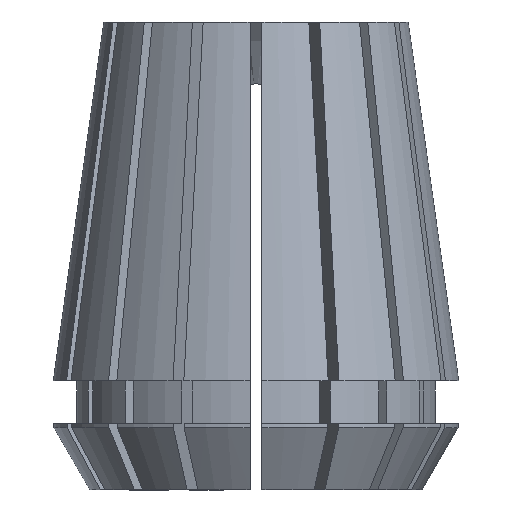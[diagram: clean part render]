
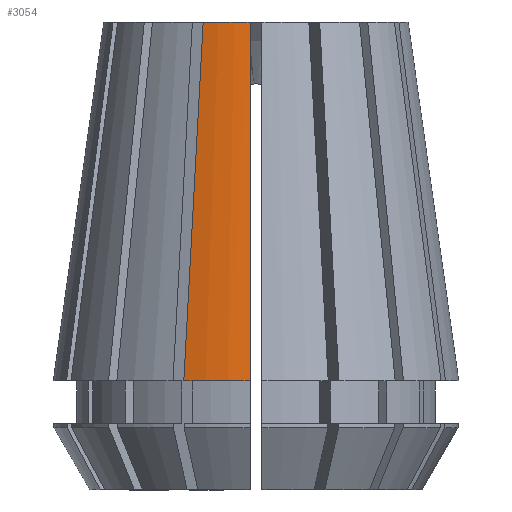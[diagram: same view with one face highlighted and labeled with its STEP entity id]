
A CAD part, left-side view. The second image highlights one B-rep face of the part: STEP entity #3054.
In plain terms, the highlighted conical face has half-angle 8 degrees and reference radius 25.998 mm.
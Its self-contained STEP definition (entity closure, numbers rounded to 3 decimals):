
#44 = EDGE_LOOP ( 'NONE', ( #3683, #4489, #4904, #5734 ) ) ;
#349 = CARTESIAN_POINT ( 'NONE',  ( 0., 0., -46. ) ) ;
#694 = VERTEX_POINT ( 'NONE', #6058 ) ;
#902 = DIRECTION ( 'NONE',  ( 0., 0., 1. ) ) ;
#1211 = DIRECTION ( 'NONE',  ( 1., 0., 0. ) ) ;
#1235 = EDGE_CURVE ( 'NONE', #3800, #4319, #4932, .T. ) ;
#1237 = CARTESIAN_POINT ( 'NONE',  ( -22.304, 8.427, -30.667 ) ) ;
#1378 = CARTESIAN_POINT ( 'NONE',  ( -21.675, 0.75, -15.333 ) ) ;
#1626 = CARTESIAN_POINT ( 'NONE',  ( -18.32, 6.777, 0. ) ) ;
#1712 = CARTESIAN_POINT ( 'NONE',  ( 0., 0., 0. ) ) ;
#2279 = CARTESIAN_POINT ( 'NONE',  ( -18.32, 6.777, 0. ) ) ;
#2357 = CIRCLE ( 'NONE', #4040, 19.533 ) ;
#2712 = CARTESIAN_POINT ( 'NONE',  ( -23.831, 0.75, -30.667 ) ) ;
#3050 = EDGE_CURVE ( 'NONE', #4319, #694, #4555, .T. ) ;
#3054 = ADVANCED_FACE ( 'NONE', ( #4956 ), #3383, .T. ) ;
#3181 = CARTESIAN_POINT ( 'NONE',  ( -25.987, 0.75, -46. ) ) ;
#3298 = AXIS2_PLACEMENT_3D ( 'NONE', #5869, #902, #3866 ) ;
#3383 = CONICAL_SURFACE ( 'NONE', #5836, 25.998, 0.14 ) ;
#3634 = CARTESIAN_POINT ( 'NONE',  ( -24.296, 9.252, -46. ) ) ;
#3683 = ORIENTED_EDGE ( 'NONE', *, *, #5339, .F. ) ;
#3701 = VERTEX_POINT ( 'NONE', #1626 ) ;
#3733 = CARTESIAN_POINT ( 'NONE',  ( -20.312, 7.602, -15.333 ) ) ;
#3800 = VERTEX_POINT ( 'NONE', #4188 ) ;
#3866 = DIRECTION ( 'NONE',  ( 1., 0., 0. ) ) ;
#4040 = AXIS2_PLACEMENT_3D ( 'NONE', #1712, #6212, #1211 ) ;
#4188 = CARTESIAN_POINT ( 'NONE',  ( -24.296, 9.252, -46. ) ) ;
#4319 = VERTEX_POINT ( 'NONE', #3181 ) ;
#4378 = EDGE_CURVE ( 'NONE', #3701, #694, #2357, .T. ) ;
#4489 = ORIENTED_EDGE ( 'NONE', *, *, #1235, .T. ) ;
#4555 = B_SPLINE_CURVE_WITH_KNOTS ( 'NONE', 3,
 ( #6113, #2712, #1378, #4858 ),
 .UNSPECIFIED., .F., .F.,
 ( 4, 4 ),
 ( 0.038, 0.084 ),
 .UNSPECIFIED. ) ;
#4601 = B_SPLINE_CURVE_WITH_KNOTS ( 'NONE', 3,
 ( #3634, #1237, #3733, #2279 ),
 .UNSPECIFIED., .F., .F.,
 ( 4, 4 ),
 ( 0., 0.046 ),
 .UNSPECIFIED. ) ;
#4858 = CARTESIAN_POINT ( 'NONE',  ( -19.519, 0.75, 0. ) ) ;
#4904 = ORIENTED_EDGE ( 'NONE', *, *, #3050, .T. ) ;
#4932 = CIRCLE ( 'NONE', #3298, 25.998 ) ;
#4956 = FACE_OUTER_BOUND ( 'NONE', #44, .T. ) ;
#5339 = EDGE_CURVE ( 'NONE', #3800, #3701, #4601, .T. ) ;
#5440 = DIRECTION ( 'NONE',  ( 0., 0., -1. ) ) ;
#5456 = DIRECTION ( 'NONE',  ( -1., 0., 0. ) ) ;
#5734 = ORIENTED_EDGE ( 'NONE', *, *, #4378, .F. ) ;
#5836 = AXIS2_PLACEMENT_3D ( 'NONE', #349, #5440, #5456 ) ;
#5869 = CARTESIAN_POINT ( 'NONE',  ( 0., 0., -46. ) ) ;
#6058 = CARTESIAN_POINT ( 'NONE',  ( -19.519, 0.75, 0. ) ) ;
#6113 = CARTESIAN_POINT ( 'NONE',  ( -25.987, 0.75, -46. ) ) ;
#6212 = DIRECTION ( 'NONE',  ( 0., 0., 1. ) ) ;
